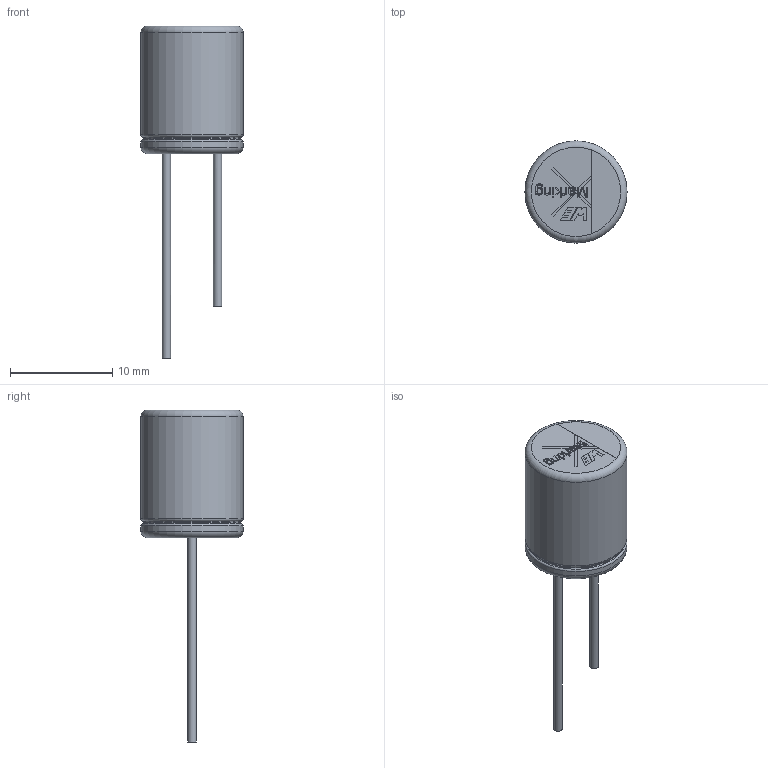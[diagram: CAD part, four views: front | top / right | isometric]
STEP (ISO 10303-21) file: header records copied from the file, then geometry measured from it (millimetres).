
FILE_DESCRIPTION(/* description */ ('Unknown','CAx-IF Rec.Pracs.---Representation and Presentation of Product Manufacturing Information (PMI)---4.0---2014-10-13','CAx-IF Rec.Pracs.---3D Tessellated Geometry---0.4---2014-09-14','2;1'),/* implementation_level */ '2;1');
FILE_NAME(/* name */ 'CP_Wurth_WCAP-HTAH-D10L12.5',/* time_stamp */ '2025-01-08T13:59:53+08:00',/* author */ ('Unknown'),/* organization */ ('Unknown'),/* preprocessor_version */ 'ST-DEVELOPER v16.7',/* originating_system */ 'Solid Edge',/* authorisation */ 'Unknown');
FILE_SCHEMA (('AP242_MANAGED_MODEL_BASED_3D_ENGINEERING_MIM_LF { 1 0 10303 442 1 1 4 }'));
Length unit declared in the file: metre
Products named in the file (2): CP_Wurth_WCAP-HTAH-D10L12.5
Assembly tree (1 placements, depth 2):
  CP_Wurth_WCAP-HTAH-D10L12.5
    CP_Wurth_WCAP-HTAH-D10L12.5
Bounding box: 10 x 10 x 32.5 mm (x, y, z)
Volume: 976.2 mm3; surface area: 1719.7 mm2
Topology: 3 solids, 3 shells, 197 faces, 470 edges, 301 vertices
Faces by surface type: plane 134, cylinder 27, torus 18, bspline 17, sphere 1
Full cylindrical faces by diameter (mm): 0.8 x2, 1.111 x1, 1.389 x1, 2.222 x1, 2.5 x1, 3.889 x1, 4.167 x1, 5.833 x1, 6.667 x1, 6.944 x1, 7.222 x1, 8.278 x1, 8.742 x1, 9.365 x1, 9.385 x1, 9.585 x1, 9.78 x2, 9.8 x2, 10 x2
Entity records: 7056 total; most frequent: CARTESIAN_POINT 1433, ORIENTED_EDGE 850, DIRECTION 809, EDGE_CURVE 425, LINE 305, VECTOR 305, VERTEX_POINT 298, EDGE_LOOP 261
